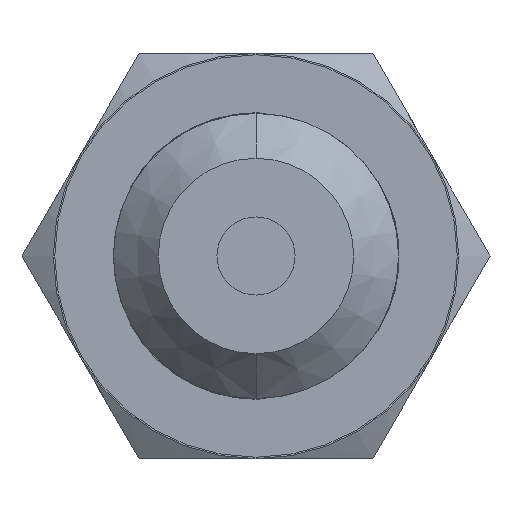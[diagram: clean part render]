
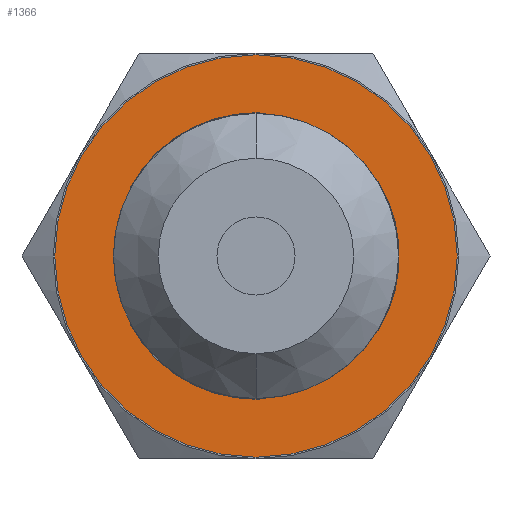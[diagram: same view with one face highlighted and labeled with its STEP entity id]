
A CAD part, front view. The second image highlights one B-rep face of the part: STEP entity #1366.
In plain terms, the highlighted planar face has unit normal (0, -1, 0).
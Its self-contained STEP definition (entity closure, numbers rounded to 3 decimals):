
#99 = DIRECTION ( 'NONE',  ( 0., 0., -1. ) ) ;
#100 = VECTOR ( 'NONE', #99, 1000. ) ;
#101 = CARTESIAN_POINT ( 'NONE',  ( -4.35, 5.5, -2.362 ) ) ;
#105 = LINE ( 'NONE', #101, #100 ) ;
#204 = DIRECTION ( 'NONE',  ( 0., 1., 0. ) ) ;
#206 = AXIS2_PLACEMENT_3D ( 'NONE', #208, #204, #207 ) ;
#207 = DIRECTION ( 'NONE',  ( 0., 0., -1. ) ) ;
#208 = CARTESIAN_POINT ( 'NONE',  ( 0., 5.5, 0. ) ) ;
#211 = CIRCLE ( 'NONE', #206, 4.925 ) ;
#219 = CARTESIAN_POINT ( 'NONE',  ( 0.129, 5.5, 4.948 ) ) ;
#253 = DIRECTION ( 'NONE',  ( -0.866, 0., 0.5 ) ) ;
#254 = VECTOR ( 'NONE', #253, 1000. ) ;
#255 = CARTESIAN_POINT ( 'NONE',  ( -4.35, 5.5, -2.309 ) ) ;
#273 = FACE_BOUND ( 'NONE', #1363, .T. ) ;
#274 = DIRECTION ( 'NONE',  ( 0., 0., -1. ) ) ;
#275 = DIRECTION ( 'NONE',  ( 0., -1., 0. ) ) ;
#277 = AXIS2_PLACEMENT_3D ( 'NONE', #278, #275, #279 ) ;
#278 = CARTESIAN_POINT ( 'NONE',  ( 0., 5.5, 0. ) ) ;
#279 = DIRECTION ( 'NONE',  ( 0., 0., -1. ) ) ;
#280 = PLANE ( 'NONE',  #288 ) ;
#281 = CARTESIAN_POINT ( 'NONE',  ( 4.221, 5.5, 2.586 ) ) ;
#282 = DIRECTION ( 'NONE',  ( 0., -1., 0. ) ) ;
#283 = CARTESIAN_POINT ( 'NONE',  ( 0., 5.5, 0. ) ) ;
#284 = AXIS2_PLACEMENT_3D ( 'NONE', #283, #282, #274 ) ;
#285 = CIRCLE ( 'NONE', #284, 6.95 ) ;
#286 = DIRECTION ( 'NONE',  ( 0., -1., 0. ) ) ;
#287 = CARTESIAN_POINT ( 'NONE',  ( 4.95, 5.5, 0. ) ) ;
#288 = AXIS2_PLACEMENT_3D ( 'NONE', #287, #286, #291 ) ;
#289 = FACE_OUTER_BOUND ( 'NONE', #1365, .T. ) ;
#290 = CARTESIAN_POINT ( 'NONE',  ( 0.129, 5.5, -4.948 ) ) ;
#291 = DIRECTION ( 'NONE',  ( 0., 0., -1. ) ) ;
#295 = CIRCLE ( 'NONE', #277, 4.95 ) ;
#304 = LINE ( 'NONE', #219, #254 ) ;
#305 = CARTESIAN_POINT ( 'NONE',  ( 0.129, 5.5, 4.948 ) ) ;
#308 = AXIS2_PLACEMENT_3D ( 'NONE', #323, #322, #317 ) ;
#317 = DIRECTION ( 'NONE',  ( 0., 0., -1. ) ) ;
#318 = CIRCLE ( 'NONE', #308, 4.95 ) ;
#322 = DIRECTION ( 'NONE',  ( 0., -1., 0. ) ) ;
#323 = CARTESIAN_POINT ( 'NONE',  ( 0., 5.5, 0. ) ) ;
#332 = VECTOR ( 'NONE', #345, 1000. ) ;
#337 = CARTESIAN_POINT ( 'NONE',  ( -4.35, 5.5, -2.362 ) ) ;
#338 = LINE ( 'NONE', #337, #332 ) ;
#345 = DIRECTION ( 'NONE',  ( 0., 0., -1. ) ) ;
#405 = LINE ( 'NONE', #305, #444 ) ;
#412 = DIRECTION ( 'NONE',  ( 0.866, 0., 0.5 ) ) ;
#413 = VECTOR ( 'NONE', #412, 1000. ) ;
#414 = CARTESIAN_POINT ( 'NONE',  ( 4.221, 5.5, -2.586 ) ) ;
#437 = LINE ( 'NONE', #414, #413 ) ;
#444 = VECTOR ( 'NONE', #446, 1000. ) ;
#446 = DIRECTION ( 'NONE',  ( -0.866, 0., 0.5 ) ) ;
#454 = LINE ( 'NONE', #471, #470 ) ;
#469 = DIRECTION ( 'NONE',  ( 0.866, 0., 0.5 ) ) ;
#470 = VECTOR ( 'NONE', #469, 1000. ) ;
#471 = CARTESIAN_POINT ( 'NONE',  ( 4.221, 5.5, -2.586 ) ) ;
#476 = CARTESIAN_POINT ( 'NONE',  ( 4.221, 5.5, -2.586 ) ) ;
#533 = CARTESIAN_POINT ( 'NONE',  ( 0., 5.5, 6.95 ) ) ;
#553 = DIRECTION ( 'NONE',  ( 0., 0., -1. ) ) ;
#559 = CIRCLE ( 'NONE', #581, 4.95 ) ;
#562 = CARTESIAN_POINT ( 'NONE',  ( 0., 5.5, 4.95 ) ) ;
#580 = DIRECTION ( 'NONE',  ( 0., -1., 0. ) ) ;
#581 = AXIS2_PLACEMENT_3D ( 'NONE', #589, #580, #553 ) ;
#589 = CARTESIAN_POINT ( 'NONE',  ( 0., 5.5, 0. ) ) ;
#604 = CARTESIAN_POINT ( 'NONE',  ( 0., 5.5, 0. ) ) ;
#606 = DIRECTION ( 'NONE',  ( 0., -1., 0. ) ) ;
#607 = AXIS2_PLACEMENT_3D ( 'NONE', #604, #606, #611 ) ;
#611 = DIRECTION ( 'NONE',  ( 0., 0., -1. ) ) ;
#612 = CARTESIAN_POINT ( 'NONE',  ( 0., 5.5, -6.95 ) ) ;
#614 = CIRCLE ( 'NONE', #607, 6.95 ) ;
#628 = CARTESIAN_POINT ( 'NONE',  ( 0., 5.5, -4.95 ) ) ;
#629 = CARTESIAN_POINT ( 'NONE',  ( -4.35, 5.5, 2.362 ) ) ;
#637 = CARTESIAN_POINT ( 'NONE',  ( -4.35, 5.5, -2.362 ) ) ;
#962 = CARTESIAN_POINT ( 'NONE',  ( 0.129, 5.5, 4.948 ) ) ;
#964 = CARTESIAN_POINT ( 'NONE',  ( 0., 5.5, 0. ) ) ;
#965 = DIRECTION ( 'NONE',  ( 0., 0., -1. ) ) ;
#966 = DIRECTION ( 'NONE',  ( 0., -1., 0. ) ) ;
#967 = AXIS2_PLACEMENT_3D ( 'NONE', #964, #966, #965 ) ;
#968 = CIRCLE ( 'NONE', #967, 4.95 ) ;
#1163 = CIRCLE ( 'NONE', #1168, 4.95 ) ;
#1168 = AXIS2_PLACEMENT_3D ( 'NONE', #1191, #1190, #1189 ) ;
#1189 = DIRECTION ( 'NONE',  ( 0., 0., -1. ) ) ;
#1190 = DIRECTION ( 'NONE',  ( 0., -1., 0. ) ) ;
#1191 = CARTESIAN_POINT ( 'NONE',  ( 0., 5.5, 0. ) ) ;
#1226 = CARTESIAN_POINT ( 'NONE',  ( 0.175, 5.5, -4.922 ) ) ;
#1239 = DIRECTION ( 'NONE',  ( 0., 0., -1. ) ) ;
#1241 = AXIS2_PLACEMENT_3D ( 'NONE', #1251, #1256, #1239 ) ;
#1242 = CIRCLE ( 'NONE', #1241, 4.925 ) ;
#1243 = CARTESIAN_POINT ( 'NONE',  ( 0.175, 5.5, 4.922 ) ) ;
#1244 = CARTESIAN_POINT ( 'NONE',  ( 4.175, 5.5, -2.613 ) ) ;
#1251 = CARTESIAN_POINT ( 'NONE',  ( 0., 5.5, 0. ) ) ;
#1256 = DIRECTION ( 'NONE',  ( 0., 1., 0. ) ) ;
#1257 = CARTESIAN_POINT ( 'NONE',  ( 0., 5.5, 0. ) ) ;
#1260 = AXIS2_PLACEMENT_3D ( 'NONE', #1257, #1263, #1266 ) ;
#1263 = DIRECTION ( 'NONE',  ( 0., 1., 0. ) ) ;
#1266 = DIRECTION ( 'NONE',  ( 0., 0., -1. ) ) ;
#1275 = CIRCLE ( 'NONE', #1260, 4.925 ) ;
#1307 = CARTESIAN_POINT ( 'NONE',  ( 4.175, 5.5, 2.613 ) ) ;
#1346 = VERTEX_POINT ( 'NONE', #962 ) ;
#1348 = EDGE_CURVE ( 'NONE', #1346, #1500, #968, .T. ) ;
#1360 = EDGE_CURVE ( 'NONE', #1522, #1369, #295, .T. ) ;
#1363 = EDGE_LOOP ( 'NONE', ( #1364, #1396, #1441, #1433, #1422, #1423, #1443, #1426, #1434, #1429, #1444, #1428, #1440, #1439 ) ) ;
#1364 = ORIENTED_EDGE ( 'NONE', *, *, #2219, .F. ) ;
#1365 = EDGE_LOOP ( 'NONE', ( #1371, #1409 ) ) ;
#1366 = ADVANCED_FACE ( 'NONE', ( #289, #273 ), #280, .T. ) ;
#1369 = VERTEX_POINT ( 'NONE', #290 ) ;
#1370 = VERTEX_POINT ( 'NONE', #281 ) ;
#1371 = ORIENTED_EDGE ( 'NONE', *, *, #1514, .T. ) ;
#1373 = EDGE_CURVE ( 'NONE', #1464, #1511, #285, .T. ) ;
#1376 = EDGE_CURVE ( 'NONE', #1442, #1370, #318, .T. ) ;
#1378 = EDGE_CURVE ( 'NONE', #1659, #1346, #304, .T. ) ;
#1379 = EDGE_CURVE ( 'NONE', #1521, #1898, #338, .T. ) ;
#1396 = ORIENTED_EDGE ( 'NONE', *, *, #1943, .T. ) ;
#1409 = ORIENTED_EDGE ( 'NONE', *, *, #1373, .T. ) ;
#1415 = EDGE_CURVE ( 'NONE', #1661, #1442, #437, .T. ) ;
#1422 = ORIENTED_EDGE ( 'NONE', *, *, #1348, .F. ) ;
#1423 = ORIENTED_EDGE ( 'NONE', *, *, #1378, .F. ) ;
#1424 = EDGE_CURVE ( 'NONE', #1370, #1688, #405, .T. ) ;
#1426 = ORIENTED_EDGE ( 'NONE', *, *, #1424, .F. ) ;
#1428 = ORIENTED_EDGE ( 'NONE', *, *, #1432, .F. ) ;
#1429 = ORIENTED_EDGE ( 'NONE', *, *, #1415, .F. ) ;
#1432 = EDGE_CURVE ( 'NONE', #1369, #1636, #454, .T. ) ;
#1433 = ORIENTED_EDGE ( 'NONE', *, *, #1501, .F. ) ;
#1434 = ORIENTED_EDGE ( 'NONE', *, *, #1376, .F. ) ;
#1439 = ORIENTED_EDGE ( 'NONE', *, *, #1539, .F. ) ;
#1440 = ORIENTED_EDGE ( 'NONE', *, *, #1360, .F. ) ;
#1441 = ORIENTED_EDGE ( 'NONE', *, *, #1379, .F. ) ;
#1442 = VERTEX_POINT ( 'NONE', #476 ) ;
#1443 = ORIENTED_EDGE ( 'NONE', *, *, #1655, .T. ) ;
#1444 = ORIENTED_EDGE ( 'NONE', *, *, #1667, .T. ) ;
#1464 = VERTEX_POINT ( 'NONE', #533 ) ;
#1500 = VERTEX_POINT ( 'NONE', #562 ) ;
#1501 = EDGE_CURVE ( 'NONE', #1500, #1521, #559, .T. ) ;
#1511 = VERTEX_POINT ( 'NONE', #612 ) ;
#1514 = EDGE_CURVE ( 'NONE', #1511, #1464, #614, .T. ) ;
#1521 = VERTEX_POINT ( 'NONE', #629 ) ;
#1522 = VERTEX_POINT ( 'NONE', #628 ) ;
#1532 = VERTEX_POINT ( 'NONE', #637 ) ;
#1539 = EDGE_CURVE ( 'NONE', #1532, #1522, #1163, .T. ) ;
#1636 = VERTEX_POINT ( 'NONE', #1226 ) ;
#1655 = EDGE_CURVE ( 'NONE', #1659, #1688, #1242, .T. ) ;
#1659 = VERTEX_POINT ( 'NONE', #1243 ) ;
#1661 = VERTEX_POINT ( 'NONE', #1244 ) ;
#1667 = EDGE_CURVE ( 'NONE', #1661, #1636, #1275, .T. ) ;
#1688 = VERTEX_POINT ( 'NONE', #1307 ) ;
#1898 = VERTEX_POINT ( 'NONE', #2515 ) ;
#1943 = EDGE_CURVE ( 'NONE', #1964, #1898, #211, .T. ) ;
#1964 = VERTEX_POINT ( 'NONE', #255 ) ;
#2219 = EDGE_CURVE ( 'NONE', #1964, #1532, #105, .T. ) ;
#2515 = CARTESIAN_POINT ( 'NONE',  ( -4.35, 5.5, 2.309 ) ) ;
